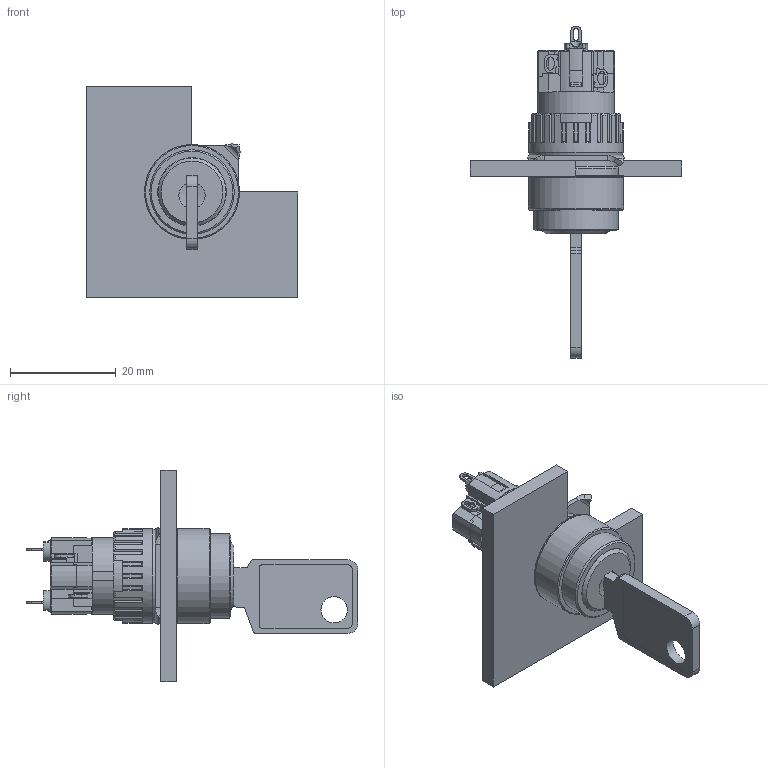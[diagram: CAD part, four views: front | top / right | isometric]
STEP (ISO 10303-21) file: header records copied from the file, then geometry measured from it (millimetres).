
FILE_DESCRIPTION( ( 'Unknown' ), '1' );
FILE_NAME( 'Schluesselschalter_2St_1SE-16_D18_00339267.stp', 'Unknown', ( 'Unknown' ), ( 'Unknown' ), 'PSStep 17.0.49', 'Unknown', ' ' );
FILE_SCHEMA( ( 'AUTOMOTIVE_DESIGN { 1 0 10303 214 1 1 1 1 }' ) );
Length unit declared in the file: millimetre
Products named in the file (16): Schaltelement_SE16_XS_00334406; Schaltelementblock_SE16_XS_00336466; Kontakt_00322659; Vorsatz_Schluesselschalter_D18_00338181; Vorsatz-Gehaeuse_SchlSch_00338180; Abdeckhaube_D18_SchlSch_00338177; Rotor311_00312246; V-Dichtung_erh-E_00311725; Schlüssel-BR61_DOM_00312249; 1-Schaltelement_SE16_XS_00336313; Lampenkontaktfeder_Pos2_linksdrall_00322665; Lampenkontaktfeder_Pos2_rechtsdrall_00322666; Assem1; Frontplatte-LochD16_00311726; Befestigungsmutter_00311771; Verdrehsicherungsring_D18_00339037
Assembly tree (18 placements, depth 4):
  Assem1
    Frontplatte-LochD16_00311726
    Befestigungsmutter_00311771
    Verdrehsicherungsring_D18_00339037
    Vorsatz_Schluesselschalter_D18_00338181
      Vorsatz-Gehaeuse_SchlSch_00338180
      Abdeckhaube_D18_SchlSch_00338177
      Rotor311_00312246
      V-Dichtung_erh-E_00311725
      Schlüssel-BR61_DOM_00312249
    1-Schaltelement_SE16_XS_00336313
      Lampenkontaktfeder_Pos2_linksdrall_00322665
      Lampenkontaktfeder_Pos2_rechtsdrall_00322666
      Schaltelement_SE16_XS_00334406
        Schaltelementblock_SE16_XS_00336466
        Kontakt_00322659  x4
Bounding box: 40 x 62.85 x 40 mm (x, y, z)
Volume: 8640.2 mm3; surface area: 11169.5 mm2
Topology: 15 solids, 15 shells, 815 faces, 2205 edges, 1426 vertices
Faces by surface type: plane 607, cylinder 147, cone 38, bspline 16, torus 5, sphere 2
Full cylindrical faces by diameter (mm): 5 x1, 9 x1, 12.1 x1, 12.9 x1, 13 x2, 14 x1, 14.1 x1, 14.9 x1, 16 x3, 16.05 x1, 17.9 x1, 18 x3
Entity records: 28294 total; most frequent: CARTESIAN_POINT 4452, ORIENTED_EDGE 3762, DIRECTION 3596, EDGE_CURVE 1881, LINE 1444, VECTOR 1444, VERTEX_POINT 1228, AXIS2_PLACEMENT_3D 1076
